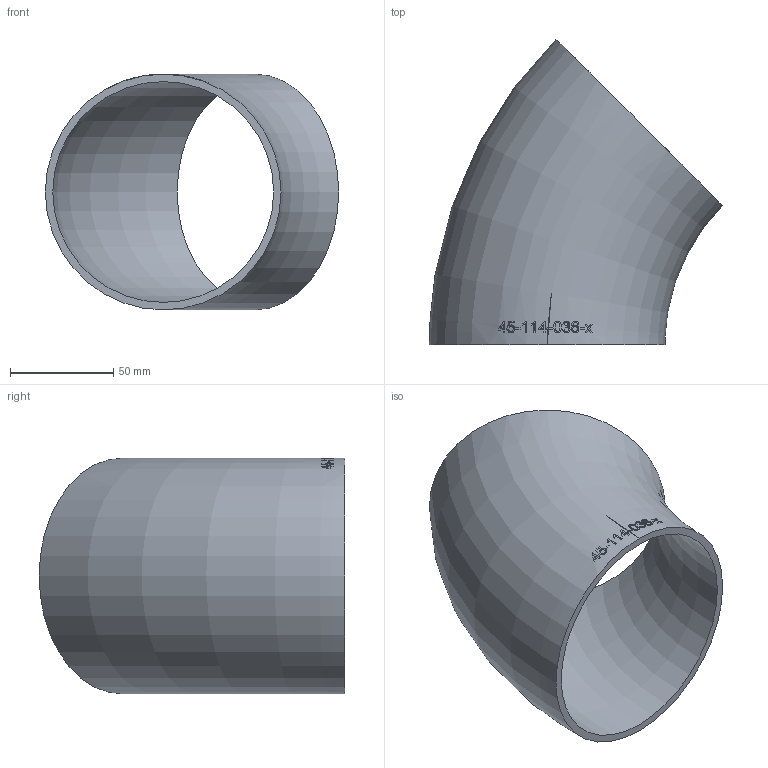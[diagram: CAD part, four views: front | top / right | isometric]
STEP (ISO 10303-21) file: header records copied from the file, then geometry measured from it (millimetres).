
FILE_DESCRIPTION (( 'STEP AP214' ), '1' );
FILE_NAME ('45-114-036-x Bogen 2004.STEP', '2020-04-17T09:32:15', ( '' ), ( '' ), 'SwSTEP 2.0', 'SolidWorks 2019', '' );
FILE_SCHEMA (( 'AUTOMOTIVE_DESIGN' ));
Length unit declared in the file: millimetre
Products named in the file (1): 45-114-036-x Bogen 2004
Bounding box: 142.23 x 148.24 x 114.3 mm (x, y, z)
Volume: 149951.9 mm3; surface area: 85820.3 mm2
Topology: 1 solids, 1 shells, 148 faces, 391 edges, 261 vertices
Faces by surface type: bspline 128, torus 18, plane 2
Entity records: 17623 total; most frequent: CARTESIAN_POINT 13526, ORIENTED_EDGE 776, EDGE_CURVE 388, B_SPLINE_CURVE_WITH_KNOTS 384, VERTEX_POINT 260, EDGE_LOOP 168, FACE_OUTER_BOUND 150, ADVANCED_FACE 148
